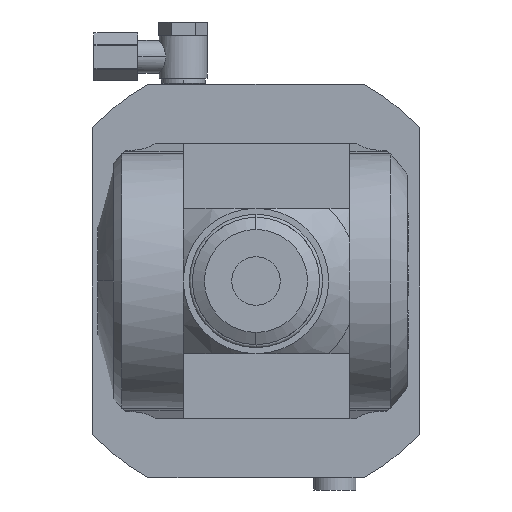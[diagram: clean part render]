
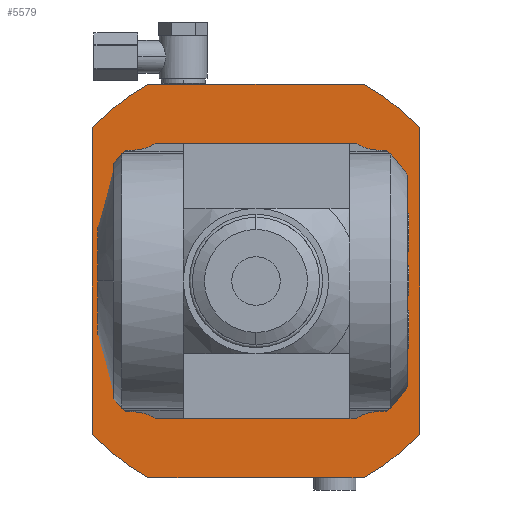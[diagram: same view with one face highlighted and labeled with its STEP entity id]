
A CAD part, left-side view. The second image highlights one B-rep face of the part: STEP entity #5579.
In plain terms, the highlighted planar face has unit normal (-1, 0, 0).
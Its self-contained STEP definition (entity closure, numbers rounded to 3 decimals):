
#1=CARTESIAN_POINT('',(-22.,0.,0.));
#2=DIRECTION('',(-1.,0.,0.));
#3=DIRECTION('',(0.,0.478,0.878));
#4=AXIS2_PLACEMENT_3D('',#1,#2,#3);
#320=CARTESIAN_POINT('',(-22.,0.,0.));
#321=DIRECTION('',(1.,0.,0.));
#322=DIRECTION('',(0.,-0.73,-0.684));
#323=AXIS2_PLACEMENT_3D('',#320,#321,#322);
#378=DIRECTION('',(0.,1.,0.));
#379=VECTOR('',#378,9.369);
#380=CARTESIAN_POINT('',(-22.,-35.369,-65.));
#381=LINE('',#380,#379);
#382=DIRECTION('',(0.,1.,0.));
#383=VECTOR('',#382,61.369);
#384=CARTESIAN_POINT('',(-22.,-26.,-65.));
#385=LINE('',#384,#383);
#386=DIRECTION('',(0.,0.,1.));
#387=VECTOR('',#386,101.193);
#388=CARTESIAN_POINT('',(-22.,54.,-50.596));
#389=LINE('',#388,#387);
#390=DIRECTION('',(0.,-1.,0.));
#391=VECTOR('',#390,70.739);
#392=CARTESIAN_POINT('',(-22.,35.369,65.));
#393=LINE('',#392,#391);
#394=DIRECTION('',(0.,0.,-1.));
#395=VECTOR('',#394,101.193);
#396=CARTESIAN_POINT('',(-22.,-54.,50.596));
#397=LINE('',#396,#395);
#398=DIRECTION('',(0.,-1.,0.));
#399=VECTOR('',#398,64.732);
#400=CARTESIAN_POINT('',(-22.,32.366,45.5));
#401=LINE('',#400,#399);
#402=CARTESIAN_POINT('',(-22.,42.,47.));
#403=DIRECTION('',(-1.,0.,0.));
#404=DIRECTION('',(0.,0.513,-0.858));
#405=AXIS2_PLACEMENT_3D('',#402,#403,#404);
#407=DIRECTION('',(0.,0.,1.));
#408=VECTOR('',#407,77.259);
#409=CARTESIAN_POINT('',(-22.,47.,-38.63));
#410=LINE('',#409,#408);
#411=CARTESIAN_POINT('',(-22.,42.,-47.));
#412=DIRECTION('',(1.,0.,0.));
#413=DIRECTION('',(0.,0.513,0.858));
#414=AXIS2_PLACEMENT_3D('',#411,#412,#413);
#416=DIRECTION('',(0.,1.,0.));
#417=VECTOR('',#416,64.732);
#418=CARTESIAN_POINT('',(-22.,-32.366,-45.5));
#419=LINE('',#418,#417);
#420=CARTESIAN_POINT('',(-22.,-42.,-47.));
#421=DIRECTION('',(-1.,0.,0.));
#422=DIRECTION('',(0.,-0.527,0.85));
#423=AXIS2_PLACEMENT_3D('',#420,#421,#422);
#425=CARTESIAN_POINT('',(-22.,0.,0.));
#426=DIRECTION('',(1.,0.,0.));
#427=DIRECTION('',(0.,-0.82,-0.573));
#428=AXIS2_PLACEMENT_3D('',#425,#426,#427);
#430=DIRECTION('',(0.,0.,-1.));
#431=VECTOR('',#430,69.886);
#432=CARTESIAN_POINT('',(-22.,-50.,34.943));
#433=LINE('',#432,#431);
#434=CARTESIAN_POINT('',(-22.,0.,0.));
#435=DIRECTION('',(1.,0.,0.));
#436=DIRECTION('',(0.,-0.773,0.635));
#437=AXIS2_PLACEMENT_3D('',#434,#435,#436);
#439=CARTESIAN_POINT('',(-22.,-42.,47.));
#440=DIRECTION('',(1.,0.,0.));
#441=DIRECTION('',(0.,-0.527,-0.85));
#442=AXIS2_PLACEMENT_3D('',#439,#440,#441);
#444=CARTESIAN_POINT('',(-22.,0.,0.));
#445=DIRECTION('',(-1.,0.,0.));
#446=DIRECTION('',(0.,0.73,-0.684));
#447=AXIS2_PLACEMENT_3D('',#444,#445,#446);
#507=CARTESIAN_POINT('',(-22.,0.,0.));
#508=DIRECTION('',(1.,0.,0.));
#509=DIRECTION('',(0.,-0.478,0.878));
#510=AXIS2_PLACEMENT_3D('',#507,#508,#509);
#4178=CARTESIAN_POINT('',(-22.,35.369,65.));
#4180=VERTEX_POINT('',#4178);
#4182=CARTESIAN_POINT('',(-22.,35.369,-65.));
#4184=VERTEX_POINT('',#4182);
#4186=CARTESIAN_POINT('',(-22.,54.,50.596));
#4188=VERTEX_POINT('',#4186);
#4190=CARTESIAN_POINT('',(-22.,54.,-50.596));
#4192=VERTEX_POINT('',#4190);
#4193=CARTESIAN_POINT('',(-22.,-35.369,65.));
#4194=VERTEX_POINT('',#4193);
#4195=CARTESIAN_POINT('',(-22.,-54.,50.596));
#4196=CARTESIAN_POINT('',(-22.,-54.,-50.596));
#4197=VERTEX_POINT('',#4195);
#4198=VERTEX_POINT('',#4196);
#4206=CARTESIAN_POINT('',(-22.,-35.369,-65.));
#4208=VERTEX_POINT('',#4206);
#4426=CARTESIAN_POINT('',(-22.,32.366,45.5));
#4427=CARTESIAN_POINT('',(-22.,-32.366,45.5));
#4428=VERTEX_POINT('',#4426);
#4429=VERTEX_POINT('',#4427);
#4430=CARTESIAN_POINT('',(-22.,-50.,34.943));
#4431=CARTESIAN_POINT('',(-22.,-50.,-34.943));
#4432=VERTEX_POINT('',#4430);
#4433=VERTEX_POINT('',#4431);
#4434=CARTESIAN_POINT('',(-22.,-32.366,-45.5));
#4435=CARTESIAN_POINT('',(-22.,32.366,-45.5));
#4436=VERTEX_POINT('',#4434);
#4437=VERTEX_POINT('',#4435);
#4438=CARTESIAN_POINT('',(-22.,47.,-38.63));
#4439=CARTESIAN_POINT('',(-22.,47.,38.63));
#4440=VERTEX_POINT('',#4438);
#4441=VERTEX_POINT('',#4439);
#4442=CARTESIAN_POINT('',(-22.,-47.14,38.715));
#4443=VERTEX_POINT('',#4442);
#4444=CARTESIAN_POINT('',(-22.,-47.14,-38.715));
#4445=VERTEX_POINT('',#4444);
#4986=CARTESIAN_POINT('',(-22.,-26.,-65.));
#4987=VERTEX_POINT('',#4986);
#5538=CARTESIAN_POINT('',(-22.,0.,0.));
#5539=DIRECTION('',(-1.,0.,0.));
#5540=DIRECTION('',(0.,0.,-1.));
#5541=AXIS2_PLACEMENT_3D('',#5538,#5539,#5540);
#5542=PLANE('',#5541);
#5543=ORIENTED_EDGE('',*,*,#5479,.T.);
#5544=ORIENTED_EDGE('',*,*,#5492,.T.);
#5546=ORIENTED_EDGE('',*,*,#5545,.F.);
#5548=ORIENTED_EDGE('',*,*,#5547,.T.);
#5549=ORIENTED_EDGE('',*,*,#5170,.F.);
#5550=ORIENTED_EDGE('',*,*,#5192,.T.);
#5552=ORIENTED_EDGE('',*,*,#5551,.T.);
#5553=ORIENTED_EDGE('',*,*,#5377,.T.);
#5554=ORIENTED_EDGE('',*,*,#5465,.T.);
#5555=EDGE_LOOP('',(#5543,#5544,#5546,#5548,#5549,#5550,#5552,#5553,#5554));
#5556=FACE_OUTER_BOUND('',#5555,.F.);
#5558=ORIENTED_EDGE('',*,*,#5557,.F.);
#5560=ORIENTED_EDGE('',*,*,#5559,.F.);
#5562=ORIENTED_EDGE('',*,*,#5561,.F.);
#5564=ORIENTED_EDGE('',*,*,#5563,.T.);
#5566=ORIENTED_EDGE('',*,*,#5565,.F.);
#5568=ORIENTED_EDGE('',*,*,#5567,.F.);
#5570=ORIENTED_EDGE('',*,*,#5569,.F.);
#5572=ORIENTED_EDGE('',*,*,#5571,.F.);
#5574=ORIENTED_EDGE('',*,*,#5573,.F.);
#5576=ORIENTED_EDGE('',*,*,#5575,.T.);
#5577=EDGE_LOOP('',(#5558,#5560,#5562,#5564,#5566,#5568,#5570,#5572,#5574,
#5576));
#5578=FACE_BOUND('',#5577,.F.);
#5579=ADVANCED_FACE('',(#5556,#5578),#5542,.T.);
#5=CIRCLE('',#4,74.);
#324=CIRCLE('',#323,74.);
#406=CIRCLE('',#405,9.75);
#415=CIRCLE('',#414,9.75);
#424=CIRCLE('',#423,9.75);
#429=CIRCLE('',#428,61.);
#438=CIRCLE('',#437,61.);
#443=CIRCLE('',#442,9.75);
#448=CIRCLE('',#447,74.);
#511=CIRCLE('',#510,74.);
#5170=EDGE_CURVE('',#4180,#4188,#5,.T.);
#5192=EDGE_CURVE('',#4180,#4194,#393,.T.);
#5377=EDGE_CURVE('',#4197,#4198,#397,.T.);
#5465=EDGE_CURVE('',#4198,#4208,#324,.T.);
#5479=EDGE_CURVE('',#4208,#4987,#381,.T.);
#5492=EDGE_CURVE('',#4987,#4184,#385,.T.);
#5545=EDGE_CURVE('',#4192,#4184,#448,.T.);
#5547=EDGE_CURVE('',#4192,#4188,#389,.T.);
#5551=EDGE_CURVE('',#4194,#4197,#511,.T.);
#5557=EDGE_CURVE('',#4428,#4429,#401,.T.);
#5559=EDGE_CURVE('',#4441,#4428,#406,.T.);
#5561=EDGE_CURVE('',#4440,#4441,#410,.T.);
#5563=EDGE_CURVE('',#4440,#4437,#415,.T.);
#5565=EDGE_CURVE('',#4436,#4437,#419,.T.);
#5567=EDGE_CURVE('',#4445,#4436,#424,.T.);
#5569=EDGE_CURVE('',#4433,#4445,#429,.T.);
#5571=EDGE_CURVE('',#4432,#4433,#433,.T.);
#5573=EDGE_CURVE('',#4443,#4432,#438,.T.);
#5575=EDGE_CURVE('',#4443,#4429,#443,.T.);
